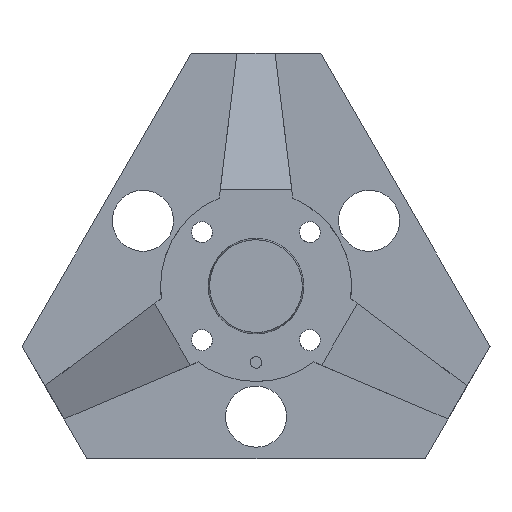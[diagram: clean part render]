
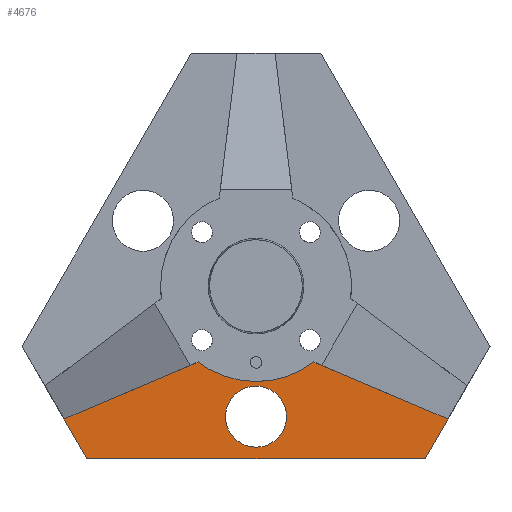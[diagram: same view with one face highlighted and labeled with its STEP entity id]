
A CAD part, left-side view. The second image highlights one B-rep face of the part: STEP entity #4676.
In plain terms, the highlighted planar face has unit normal (-1, 0, 0).
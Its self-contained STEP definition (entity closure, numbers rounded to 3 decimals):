
#4046=CARTESIAN_POINT('Vertex',(-10.,15.169,-19.872)) ;
#4049=CARTESIAN_POINT('Axis2P3D Location',(-10.,0.,0.)) ;
#4053=CARTESIAN_POINT('Vertex',(-10.,-15.169,-19.872)) ;
#4077=CARTESIAN_POINT('Vertex',(-10.,50.328,-34.83)) ;
#4082=CARTESIAN_POINT('Line Origine',(-10.,32.748,-27.351)) ;
#4317=CARTESIAN_POINT('Axis2P3D Location',(-10.,0.,0.)) ;
#4539=CARTESIAN_POINT('Line Origine',(-10.,-32.748,-27.351)) ;
#4543=CARTESIAN_POINT('Vertex',(-10.,-50.328,-34.83)) ;
#4570=CARTESIAN_POINT('Vertex',(-10.,-7.021,-38.058)) ;
#4584=CARTESIAN_POINT('Vertex',(-10.,7.021,-30.387)) ;
#4587=CARTESIAN_POINT('Axis2P3D Location',(-10.,0.,-34.222)) ;
#4622=CARTESIAN_POINT('Control Point',(-10.,7.021,-30.387)) ;
#4623=CARTESIAN_POINT('Control Point',(-10.,6.418,-29.284)) ;
#4624=CARTESIAN_POINT('Control Point',(-10.,5.599,-28.3)) ;
#4625=CARTESIAN_POINT('Control Point',(-10.,4.594,-27.49)) ;
#4626=CARTESIAN_POINT('Control Point',(-10.,2.322,-26.309)) ;
#4627=CARTESIAN_POINT('Control Point',(-10.,-0.229,-26.075)) ;
#4628=CARTESIAN_POINT('Control Point',(-10.,-1.512,-26.213)) ;
#4629=CARTESIAN_POINT('Control Point',(-10.,-3.954,-26.985)) ;
#4630=CARTESIAN_POINT('Control Point',(-10.,-5.923,-28.623)) ;
#4631=CARTESIAN_POINT('Control Point',(-10.,-6.732,-29.628)) ;
#4632=CARTESIAN_POINT('Control Point',(-10.,-7.913,-31.901)) ;
#4633=CARTESIAN_POINT('Control Point',(-10.,-8.147,-34.451)) ;
#4634=CARTESIAN_POINT('Control Point',(-10.,-8.009,-35.734)) ;
#4635=CARTESIAN_POINT('Control Point',(-10.,-7.623,-36.955)) ;
#4636=CARTESIAN_POINT('Control Point',(-10.,-7.021,-38.058)) ;
#4645=CARTESIAN_POINT('Line Origine',(-10.,47.328,-40.026)) ;
#4649=CARTESIAN_POINT('Vertex',(-10.,44.328,-45.222)) ;
#4652=CARTESIAN_POINT('Line Origine',(-10.,0.,-45.222)) ;
#4656=CARTESIAN_POINT('Vertex',(-10.,-44.328,-45.222)) ;
#4659=CARTESIAN_POINT('Line Origine',(-10.,-47.328,-40.026)) ;
#4050=DIRECTION('Axis2P3D Direction',(1.,0.,0.)) ;
#4083=DIRECTION('Vector Direction',(0.,-0.92,0.391)) ;
#4318=DIRECTION('Axis2P3D Direction',(1.,0.,0.)) ;
#4319=DIRECTION('Axis2P3D XDirection',(0.,1.,0.)) ;
#4540=DIRECTION('Vector Direction',(0.,-0.92,-0.391)) ;
#4588=DIRECTION('Axis2P3D Direction',(1.,0.,-0.)) ;
#4646=DIRECTION('Vector Direction',(0.,-0.5,-0.866)) ;
#4653=DIRECTION('Vector Direction',(0.,-1.,0.)) ;
#4660=DIRECTION('Vector Direction',(0.,-0.5,0.866)) ;
#4051=AXIS2_PLACEMENT_3D('Circle Axis2P3D',#4049,#4050,$) ;
#4320=AXIS2_PLACEMENT_3D('Plane Axis2P3D',#4317,#4318,#4319) ;
#4589=AXIS2_PLACEMENT_3D('Circle Axis2P3D',#4587,#4588,$) ;
#4665=ORIENTED_EDGE('',*,*,#4545,.F.) ;
#4666=ORIENTED_EDGE('',*,*,#4055,.T.) ;
#4667=ORIENTED_EDGE('',*,*,#4086,.F.) ;
#4668=ORIENTED_EDGE('',*,*,#4651,.F.) ;
#4669=ORIENTED_EDGE('',*,*,#4658,.F.) ;
#4670=ORIENTED_EDGE('',*,*,#4663,.F.) ;
#4673=ORIENTED_EDGE('',*,*,#4591,.T.) ;
#4674=ORIENTED_EDGE('',*,*,#4637,.T.) ;
#4675=FACE_BOUND('',#4672,.T.) ;
#4084=VECTOR('Line Direction',#4083,1.) ;
#4541=VECTOR('Line Direction',#4540,1.) ;
#4647=VECTOR('Line Direction',#4646,1.) ;
#4654=VECTOR('Line Direction',#4653,1.) ;
#4661=VECTOR('Line Direction',#4660,1.) ;
#4676=ADVANCED_FACE('Hauptk\X2\00F6\X0\rper',(#4671,#4675),#4321,.F.) ;
#4621=B_SPLINE_CURVE_WITH_KNOTS('',5,(#4622,#4623,#4624,#4625,#4626,#4627,#4628,#4629,#4630,#4631,#4632,#4633,#4634,#4635,#4636),.UNSPECIFIED.,.F.,.U.,(6,3,3,3,6),(-12.566,-6.283,0.,6.283,12.566),.UNSPECIFIED.) ;
#4052=CIRCLE('generated circle',#4051,25.) ;
#4590=CIRCLE('generated circle',#4589,8.) ;
#4055=EDGE_CURVE('',#4054,#4047,#4052,.T.) ;
#4086=EDGE_CURVE('',#4078,#4047,#4085,.T.) ;
#4545=EDGE_CURVE('',#4054,#4544,#4542,.T.) ;
#4591=EDGE_CURVE('',#4571,#4585,#4590,.T.) ;
#4637=EDGE_CURVE('',#4585,#4571,#4621,.T.) ;
#4651=EDGE_CURVE('',#4650,#4078,#4648,.F.) ;
#4658=EDGE_CURVE('',#4657,#4650,#4655,.F.) ;
#4663=EDGE_CURVE('',#4544,#4657,#4662,.F.) ;
#4664=EDGE_LOOP('',(#4665,#4666,#4667,#4668,#4669,#4670)) ;
#4672=EDGE_LOOP('',(#4673,#4674)) ;
#4671=FACE_OUTER_BOUND('',#4664,.T.) ;
#4085=LINE('Line',#4082,#4084) ;
#4542=LINE('Line',#4539,#4541) ;
#4648=LINE('Line',#4645,#4647) ;
#4655=LINE('Line',#4652,#4654) ;
#4662=LINE('Line',#4659,#4661) ;
#4321=PLANE('Plane',#4320) ;
#4047=VERTEX_POINT('',#4046) ;
#4054=VERTEX_POINT('',#4053) ;
#4078=VERTEX_POINT('',#4077) ;
#4544=VERTEX_POINT('',#4543) ;
#4571=VERTEX_POINT('',#4570) ;
#4585=VERTEX_POINT('',#4584) ;
#4650=VERTEX_POINT('',#4649) ;
#4657=VERTEX_POINT('',#4656) ;
